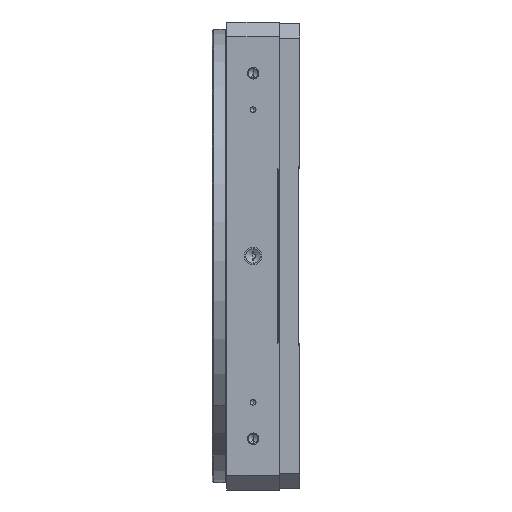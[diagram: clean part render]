
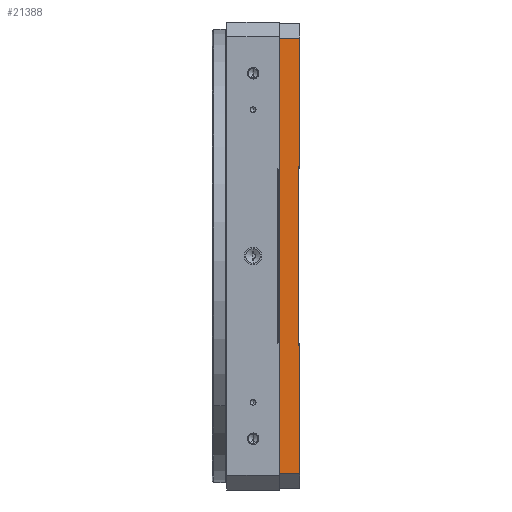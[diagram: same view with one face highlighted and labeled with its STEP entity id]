
A CAD part, left-side view. The second image highlights one B-rep face of the part: STEP entity #21388.
In plain terms, the highlighted planar face has unit normal (-1, 0, 0).
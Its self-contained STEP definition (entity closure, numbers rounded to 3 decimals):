
#2047 = PLANE ( 'NONE',  #18099 ) ;
#5341 = CARTESIAN_POINT ( 'NONE',  ( -79.5, 0., -74.5 ) ) ;
#5889 = ORIENTED_EDGE ( 'NONE', *, *, #11304, .T. ) ;
#7318 = CARTESIAN_POINT ( 'NONE',  ( -79.5, 0., 30. ) ) ;
#10752 = CARTESIAN_POINT ( 'NONE',  ( -79.5, 0.5, 30. ) ) ;
#11146 = VERTEX_POINT ( 'NONE', #37684 ) ;
#11304 = EDGE_CURVE ( 'NONE', #59696, #56495, #13766, .T. ) ;
#13205 = EDGE_CURVE ( 'NONE', #62467, #59696, #55009, .T. ) ;
#13766 = LINE ( 'NONE', #33487, #23153 ) ;
#14008 = CARTESIAN_POINT ( 'NONE',  ( -79.5, 0.5, 30. ) ) ;
#14151 = ORIENTED_EDGE ( 'NONE', *, *, #23742, .T. ) ;
#14462 = DIRECTION ( 'NONE',  ( 0., -1., 0. ) ) ;
#16571 = EDGE_CURVE ( 'NONE', #62467, #59324, #58246, .T. ) ;
#18033 = CARTESIAN_POINT ( 'NONE',  ( -79.5, 0.5, 30. ) ) ;
#18099 = AXIS2_PLACEMENT_3D ( 'NONE', #21775, #41470, #61166 ) ;
#19932 = LINE ( 'NONE', #39623, #59158 ) ;
#20087 = LINE ( 'NONE', #39786, #35679 ) ;
#20450 = CARTESIAN_POINT ( 'NONE',  ( -79.5, 7., 74.5 ) ) ;
#21388 = ADVANCED_FACE ( 'NONE', ( #46313 ), #2047, .F. ) ;
#21428 = ORIENTED_EDGE ( 'NONE', *, *, #43601, .T. ) ;
#21775 = CARTESIAN_POINT ( 'NONE',  ( -79.5, 7., 79.5 ) ) ;
#22904 = LINE ( 'NONE', #42601, #52444 ) ;
#23153 = VECTOR ( 'NONE', #53171, 1000. ) ;
#23742 = EDGE_CURVE ( 'NONE', #46344, #42545, #39011, .T. ) ;
#23812 = ORIENTED_EDGE ( 'NONE', *, *, #31193, .F. ) ;
#25225 = ORIENTED_EDGE ( 'NONE', *, *, #13205, .T. ) ;
#26360 = VERTEX_POINT ( 'NONE', #30411 ) ;
#28805 = ORIENTED_EDGE ( 'NONE', *, *, #62466, .T. ) ;
#29774 = EDGE_LOOP ( 'NONE', ( #5889, #21428, #32287, #14151, #28805, #23812, #46126, #25225 ) ) ;
#30411 = CARTESIAN_POINT ( 'NONE',  ( -79.5, 7., 74.5 ) ) ;
#30484 = DIRECTION ( 'NONE',  ( 0., -1., 0. ) ) ;
#31193 = EDGE_CURVE ( 'NONE', #59324, #11146, #19932, .T. ) ;
#31676 = VECTOR ( 'NONE', #33733, 1000. ) ;
#32287 = ORIENTED_EDGE ( 'NONE', *, *, #57750, .F. ) ;
#32825 = CARTESIAN_POINT ( 'NONE',  ( -79.5, 0., 74.5 ) ) ;
#33487 = CARTESIAN_POINT ( 'NONE',  ( -79.5, 0., 79.5 ) ) ;
#33733 = DIRECTION ( 'NONE',  ( 0., 0., -1. ) ) ;
#35679 = VECTOR ( 'NONE', #59498, 1000. ) ;
#37684 = CARTESIAN_POINT ( 'NONE',  ( -79.5, 0., -30. ) ) ;
#39011 = LINE ( 'NONE', #58715, #49188 ) ;
#39623 = CARTESIAN_POINT ( 'NONE',  ( -79.5, 0.5, -30. ) ) ;
#39786 = CARTESIAN_POINT ( 'NONE',  ( -79.5, 7., 79.5 ) ) ;
#40148 = DIRECTION ( 'NONE',  ( 0., 1., 0. ) ) ;
#41123 = VECTOR ( 'NONE', #40148, 1000. ) ;
#41470 = DIRECTION ( 'NONE',  ( 1., 0., 0. ) ) ;
#42545 = VERTEX_POINT ( 'NONE', #5341 ) ;
#42601 = CARTESIAN_POINT ( 'NONE',  ( -79.5, 0., 79.5 ) ) ;
#43601 = EDGE_CURVE ( 'NONE', #56495, #26360, #49840, .T. ) ;
#46126 = ORIENTED_EDGE ( 'NONE', *, *, #16571, .F. ) ;
#46313 = FACE_OUTER_BOUND ( 'NONE', #29774, .T. ) ;
#46344 = VERTEX_POINT ( 'NONE', #51412 ) ;
#49188 = VECTOR ( 'NONE', #14462, 1000. ) ;
#49840 = LINE ( 'NONE', #20450, #41123 ) ;
#51412 = CARTESIAN_POINT ( 'NONE',  ( -79.5, 7., -74.5 ) ) ;
#52444 = VECTOR ( 'NONE', #62311, 1000. ) ;
#53143 = VECTOR ( 'NONE', #30484, 1000. ) ;
#53171 = DIRECTION ( 'NONE',  ( 0., 0., 1. ) ) ;
#54816 = CARTESIAN_POINT ( 'NONE',  ( -79.5, 0.5, -30. ) ) ;
#55009 = LINE ( 'NONE', #10752, #53143 ) ;
#56495 = VERTEX_POINT ( 'NONE', #32825 ) ;
#57750 = EDGE_CURVE ( 'NONE', #46344, #26360, #20087, .T. ) ;
#58246 = LINE ( 'NONE', #14008, #31676 ) ;
#58715 = CARTESIAN_POINT ( 'NONE',  ( -79.5, 7., -74.5 ) ) ;
#59158 = VECTOR ( 'NONE', #59338, 1000. ) ;
#59324 = VERTEX_POINT ( 'NONE', #54816 ) ;
#59338 = DIRECTION ( 'NONE',  ( 0., -1., 0. ) ) ;
#59498 = DIRECTION ( 'NONE',  ( 0., 0., 1. ) ) ;
#59696 = VERTEX_POINT ( 'NONE', #7318 ) ;
#61166 = DIRECTION ( 'NONE',  ( 0., 0., -1. ) ) ;
#62311 = DIRECTION ( 'NONE',  ( 0., 0., 1. ) ) ;
#62466 = EDGE_CURVE ( 'NONE', #42545, #11146, #22904, .T. ) ;
#62467 = VERTEX_POINT ( 'NONE', #18033 ) ;
